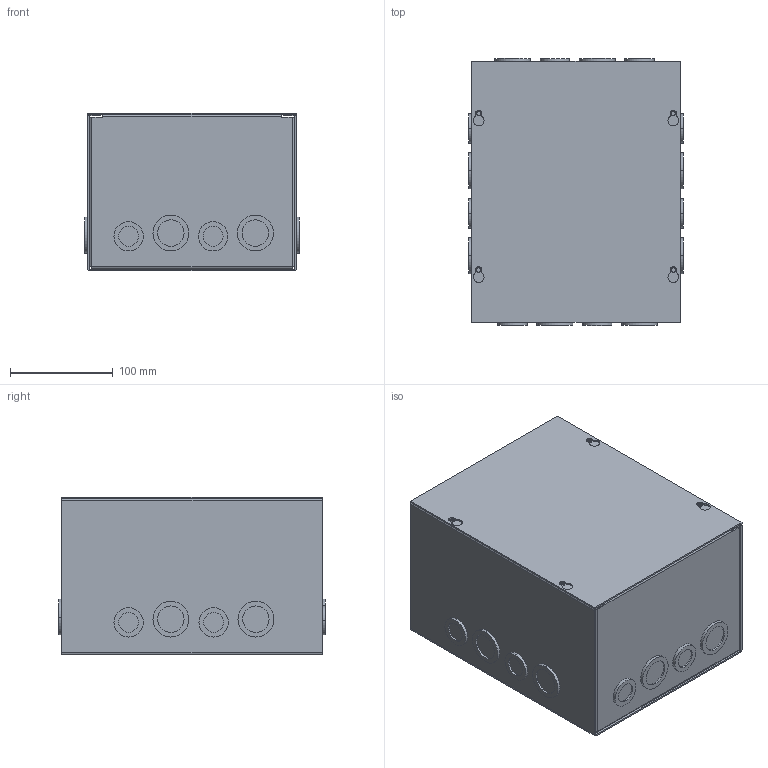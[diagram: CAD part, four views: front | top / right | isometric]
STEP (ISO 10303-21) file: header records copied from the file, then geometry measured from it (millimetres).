
FILE_DESCRIPTION (( 'STEP AP203' ), '1' );
FILE_NAME ('CSKO1086_Default.step', '2019-11-13T16:13:13', ( '' ), ( '' ), 'SwSTEP 2.0', 'SolidWorks 2019', '' );
FILE_SCHEMA (( 'CONFIG_CONTROL_DESIGN' ));
Length unit declared in the file: inch
Products named in the file (1): CSKO1086_Default
Bounding box: 209.14 x 259.94 x 153.85 mm (x, y, z)
Volume: 387995.8 mm3; surface area: 542408.6 mm2
Topology: 4 solids, 4 shells, 397 faces, 926 edges, 606 vertices
Faces by surface type: cylinder 200, plane 189, bspline 4, cone 4
Entity records: 11825 total; most frequent: CARTESIAN_POINT 2198, DIRECTION 2124, ORIENTED_EDGE 1852, EDGE_CURVE 926, AXIS2_PLACEMENT_3D 808, VERTEX_POINT 606, VECTOR 508, LINE 508
